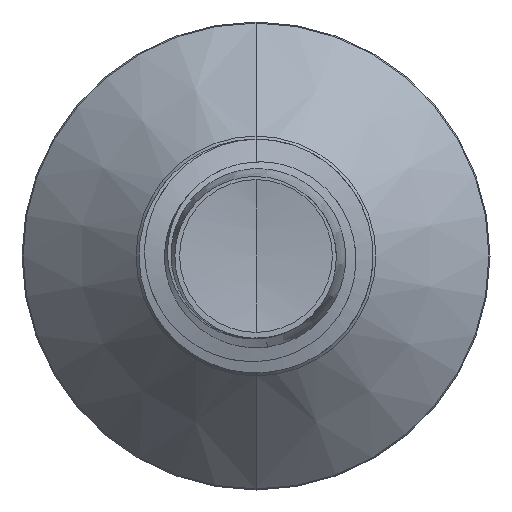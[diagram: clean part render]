
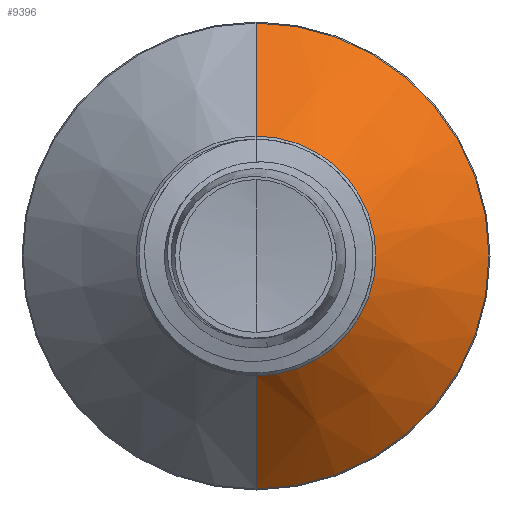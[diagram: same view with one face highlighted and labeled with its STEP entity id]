
A CAD part, front view. The second image highlights one B-rep face of the part: STEP entity #9396.
In plain terms, the highlighted conical face has half-angle 45 degrees and reference radius 2.563 mm.
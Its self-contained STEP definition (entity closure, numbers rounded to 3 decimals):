
#604 = CIRCLE ( 'NONE', #9567, 4.978 ) ;
#960 = AXIS2_PLACEMENT_3D ( 'NONE', #1778, #8383, #2730 ) ;
#1607 = CARTESIAN_POINT ( 'NONE',  ( 0., 5.228, 0. ) ) ;
#1778 = CARTESIAN_POINT ( 'NONE',  ( 0., 2.813, 0. ) ) ;
#1933 = CARTESIAN_POINT ( 'NONE',  ( 0., 5.228, 4.978 ) ) ;
#2293 = DIRECTION ( 'NONE',  ( 0., 1., 0. ) ) ;
#2437 = CARTESIAN_POINT ( 'NONE',  ( 0., 2.813, 2.563 ) ) ;
#2569 = DIRECTION ( 'NONE',  ( 0., 0., 1. ) ) ;
#2730 = DIRECTION ( 'NONE',  ( 0., 0., 1. ) ) ;
#3378 = EDGE_CURVE ( 'NONE', #6176, #6602, #3426, .T. ) ;
#3426 = LINE ( 'NONE', #10613, #8453 ) ;
#3555 = LINE ( 'NONE', #9181, #7986 ) ;
#3792 = ORIENTED_EDGE ( 'NONE', *, *, #11244, .T. ) ;
#4032 = EDGE_CURVE ( 'NONE', #9045, #6602, #604, .T. ) ;
#4615 = AXIS2_PLACEMENT_3D ( 'NONE', #10641, #2293, #6952 ) ;
#4910 = CIRCLE ( 'NONE', #960, 2.563 ) ;
#4976 = CARTESIAN_POINT ( 'NONE',  ( 0., 5.228, -4.978 ) ) ;
#5457 = DIRECTION ( 'NONE',  ( 0., 0.707, 0.707 ) ) ;
#5650 = FACE_OUTER_BOUND ( 'NONE', #8782, .T. ) ;
#6176 = VERTEX_POINT ( 'NONE', #10862 ) ;
#6328 = VERTEX_POINT ( 'NONE', #2437 ) ;
#6602 = VERTEX_POINT ( 'NONE', #4976 ) ;
#6952 = DIRECTION ( 'NONE',  ( 0., 0., 1. ) ) ;
#7197 = ORIENTED_EDGE ( 'NONE', *, *, #7948, .F. ) ;
#7948 = EDGE_CURVE ( 'NONE', #6328, #9045, #3555, .T. ) ;
#7986 = VECTOR ( 'NONE', #5457, 1000. ) ;
#8215 = DIRECTION ( 'NONE',  ( 0., 1., 0. ) ) ;
#8383 = DIRECTION ( 'NONE',  ( 0., 1., 0. ) ) ;
#8453 = VECTOR ( 'NONE', #8694, 1000. ) ;
#8694 = DIRECTION ( 'NONE',  ( 0., 0.707, -0.707 ) ) ;
#8782 = EDGE_LOOP ( 'NONE', ( #3792, #11559, #9386, #7197 ) ) ;
#9045 = VERTEX_POINT ( 'NONE', #1933 ) ;
#9181 = CARTESIAN_POINT ( 'NONE',  ( 0., 2.813, 2.563 ) ) ;
#9386 = ORIENTED_EDGE ( 'NONE', *, *, #4032, .F. ) ;
#9396 = ADVANCED_FACE ( 'NONE', ( #5650 ), #10328, .T. ) ;
#9567 = AXIS2_PLACEMENT_3D ( 'NONE', #1607, #8215, #2569 ) ;
#10328 = CONICAL_SURFACE ( 'NONE', #4615, 2.563, 0.785 ) ;
#10613 = CARTESIAN_POINT ( 'NONE',  ( 0., 2.813, -2.563 ) ) ;
#10641 = CARTESIAN_POINT ( 'NONE',  ( 0., 2.813, 0. ) ) ;
#10862 = CARTESIAN_POINT ( 'NONE',  ( 0., 2.813, -2.563 ) ) ;
#11244 = EDGE_CURVE ( 'NONE', #6328, #6176, #4910, .T. ) ;
#11559 = ORIENTED_EDGE ( 'NONE', *, *, #3378, .T. ) ;
